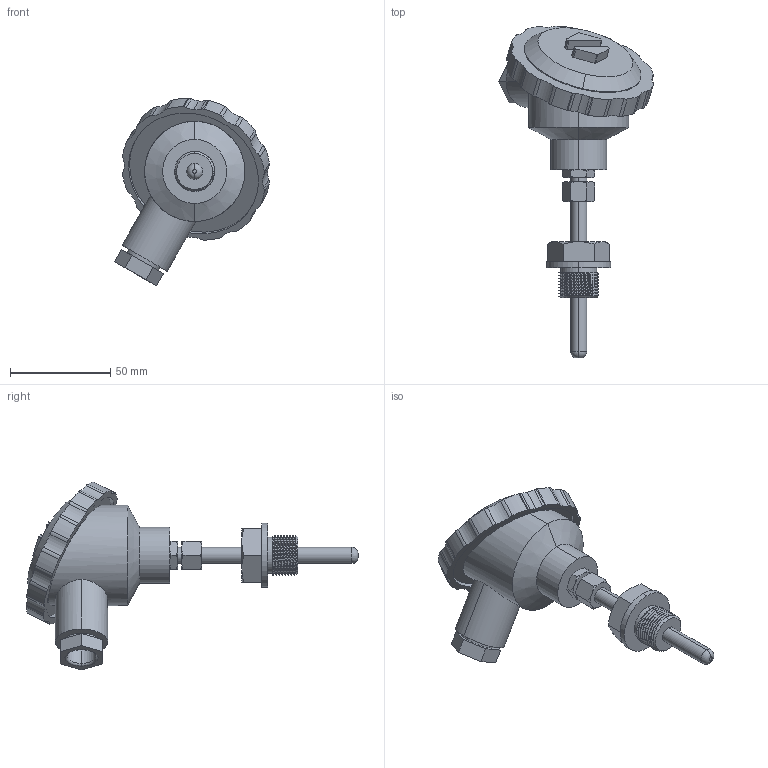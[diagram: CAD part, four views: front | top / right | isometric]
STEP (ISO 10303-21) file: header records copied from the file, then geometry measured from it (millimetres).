
FILE_DESCRIPTION (( 'STEP AP203' ), '1' );
FILE_NAME ('PCT120.STEP', '2024-05-24T05:05:22', ( '' ), ( '' ), 'SwSTEP 2.0', 'SolidWorks 2020', '' );
FILE_SCHEMA (( 'CONFIG_CONTROL_DESIGN' ));
Length unit declared in the file: millimetre
Products named in the file (1): PCT120
Bounding box: 77.33 x 165.7 x 93.78 mm (x, y, z)
Volume: 147768.6 mm3; surface area: 27490.8 mm2
Topology: 1 solids, 1 shells, 200 faces, 502 edges, 321 vertices
Faces by surface type: cylinder 101, plane 56, cone 36, torus 4, bspline 3
Entity records: 7730 total; most frequent: CARTESIAN_POINT 2937, ORIENTED_EDGE 1004, DIRECTION 998, EDGE_CURVE 502, AXIS2_PLACEMENT_3D 407, VERTEX_POINT 321, EDGE_LOOP 217, CIRCLE 209
